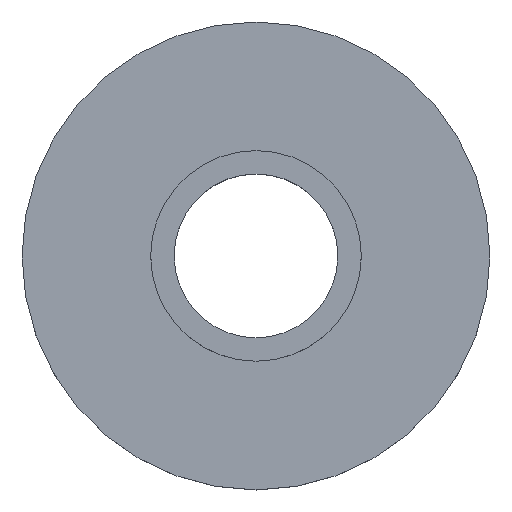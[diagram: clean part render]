
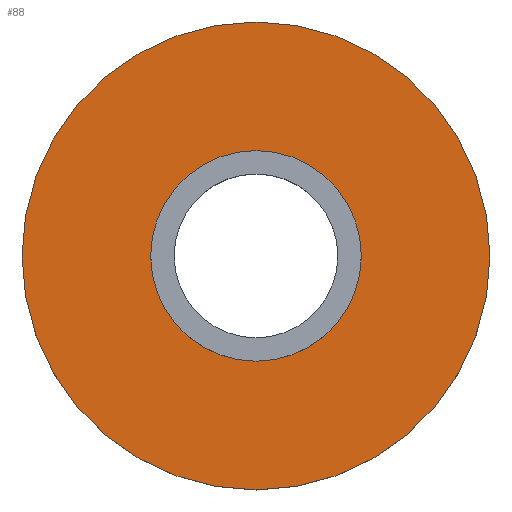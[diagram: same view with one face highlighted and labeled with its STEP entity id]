
A CAD part, top view. The second image highlights one B-rep face of the part: STEP entity #88.
In plain terms, the highlighted planar face has unit normal (0, 0, 1).
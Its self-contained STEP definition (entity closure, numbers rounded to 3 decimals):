
#26=FACE_BOUND('',#40,.T.);
#31=FACE_OUTER_BOUND('',#39,.T.);
#39=EDGE_LOOP('',(#75));
#40=EDGE_LOOP('',(#76));
#46=CIRCLE('',#112,4.5);
#47=CIRCLE('',#114,10.);
#52=VERTEX_POINT('',#159);
#53=VERTEX_POINT('',#163);
#59=EDGE_CURVE('',#52,#52,#46,.T.);
#61=EDGE_CURVE('',#53,#53,#47,.T.);
#75=ORIENTED_EDGE('',*,*,#61,.F.);
#76=ORIENTED_EDGE('',*,*,#59,.T.);
#83=PLANE('',#113);
#88=ADVANCED_FACE('',(#31,#26),#83,.F.);
#112=AXIS2_PLACEMENT_3D('',#160,#135,#136);
#113=AXIS2_PLACEMENT_3D('',#162,#138,#139);
#114=AXIS2_PLACEMENT_3D('',#164,#140,#141);
#135=DIRECTION('center_axis',(0.,0.,-1.));
#136=DIRECTION('ref_axis',(-1.,0.,0.));
#138=DIRECTION('center_axis',(0.,0.,-1.));
#139=DIRECTION('ref_axis',(-1.,0.,0.));
#140=DIRECTION('center_axis',(0.,0.,-1.));
#141=DIRECTION('ref_axis',(-1.,0.,0.));
#159=CARTESIAN_POINT('',(4.5,0.,2.));
#160=CARTESIAN_POINT('Origin',(0.,0.,2.));
#162=CARTESIAN_POINT('Origin',(4.5,0.,2.));
#163=CARTESIAN_POINT('',(10.,0.,2.));
#164=CARTESIAN_POINT('Origin',(0.,0.,2.));
